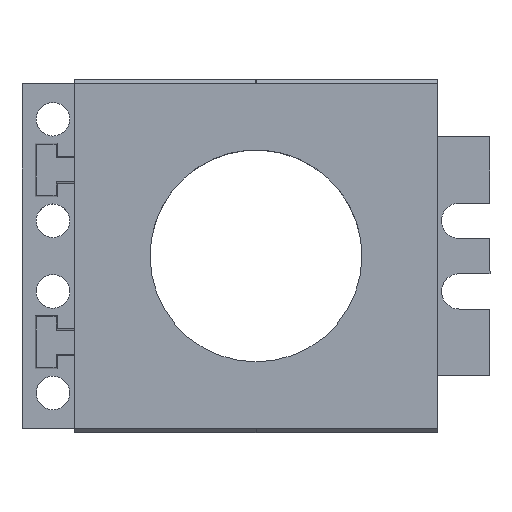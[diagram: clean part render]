
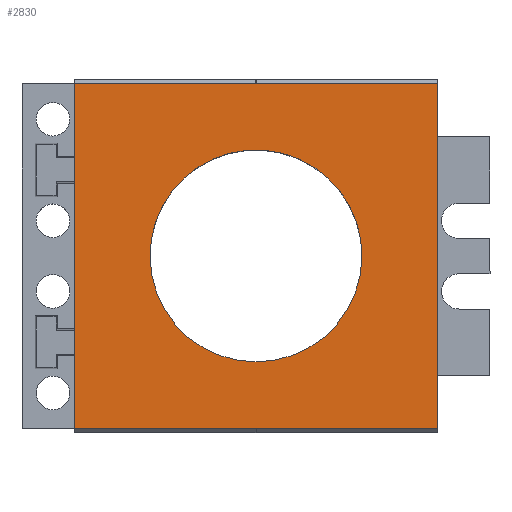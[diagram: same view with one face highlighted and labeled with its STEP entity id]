
A CAD part, top view. The second image highlights one B-rep face of the part: STEP entity #2830.
In plain terms, the highlighted planar face has unit normal (0, 0, 1).
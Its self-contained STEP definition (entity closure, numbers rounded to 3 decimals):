
#2250=CARTESIAN_POINT('',(54.3,-21.5,15.));
#2260=DIRECTION('',(0.,0.,1.));
#2270=DIRECTION('',(1.,0.,0.));
#2280=AXIS2_PLACEMENT_3D('',#2250,#2260,#2270);
#2290=PLANE('',#2280);
#2300=CARTESIAN_POINT('',(34.8,-1.,
15.));
#2310=DIRECTION('',(0.,0.,1.));
#2320=DIRECTION('',(0.,1.,0.));
#2330=AXIS2_PLACEMENT_3D('',#2300,#2310,#2320);
#2340=CIRCLE('',#2330,12.);
#2350=CARTESIAN_POINT('',(46.758,0.008,
15.));
#2360=VERTEX_POINT('',#2350);
#2370=CARTESIAN_POINT('',(34.8,11.,
15.));
#2380=VERTEX_POINT('',#2370);
#2390=EDGE_CURVE('',#2360,#2380,#2340,.T.);
#2400=ORIENTED_EDGE('',*,*,#2390,.F.);
#2410=CARTESIAN_POINT('',(34.8,-13.,
15.));
#2420=VERTEX_POINT('',#2410);
#2430=EDGE_CURVE('',#2380,#2420,#2340,.T.);
#2440=ORIENTED_EDGE('',*,*,#2430,.F.);
#2450=EDGE_CURVE('',#2420,#2360,#2340,.T.);
#2460=ORIENTED_EDGE('',*,*,#2450,.F.);
#2470=EDGE_LOOP('',(#2460,#2440,#2400));
#2480=FACE_BOUND('',#2470,.T.);
#2490=CARTESIAN_POINT('',(70.678,-21.5,
15.));
#2500=DIRECTION('',(1.,0.,0.));
#2510=VECTOR('',#2500,1.);
#2520=LINE('',#2490,#2510);
#2530=CARTESIAN_POINT('',(15.3,-21.5,
15.));
#2540=VERTEX_POINT('',#2530);
#2550=CARTESIAN_POINT('',(54.3,-21.5,
15.));
#2560=VERTEX_POINT('',#2550);
#2570=EDGE_CURVE('',#2540,#2560,#2520,.T.);
#2580=ORIENTED_EDGE('',*,*,#2570,.T.);
#2590=CARTESIAN_POINT('',(15.3,28.567,
15.));
#2600=DIRECTION('',(0.,-1.,0.));
#2610=VECTOR('',#2600,1.);
#2620=LINE('',#2590,#2610);
#2630=CARTESIAN_POINT('',(15.3,19.5,
15.));
#2640=VERTEX_POINT('',#2630);
#2650=EDGE_CURVE('',#2640,#2540,#2620,.T.);
#2660=ORIENTED_EDGE('',*,*,#2650,.T.);
#2670=CARTESIAN_POINT('',(70.678,19.5,
15.));
#2680=DIRECTION('',(1.,0.,0.));
#2690=VECTOR('',#2680,1.);
#2700=LINE('',#2670,#2690);
#2710=CARTESIAN_POINT('',(54.3,19.5,
15.));
#2720=VERTEX_POINT('',#2710);
#2730=EDGE_CURVE('',#2640,#2720,#2700,.T.);
#2740=ORIENTED_EDGE('',*,*,#2730,.F.);
#2750=CARTESIAN_POINT('',(54.3,-1.25,
15.));
#2760=DIRECTION('',(0.,1.,0.));
#2770=VECTOR('',#2760,1.);
#2780=LINE('',#2750,#2770);
#2790=EDGE_CURVE('',#2560,#2720,#2780,.T.);
#2800=ORIENTED_EDGE('',*,*,#2790,.T.);
#2810=EDGE_LOOP('',(#2800,#2740,#2660,#2580));
#2820=FACE_OUTER_BOUND('',#2810,.T.);
#2830=ADVANCED_FACE('',(#2480,#2820),#2290,.T.);
